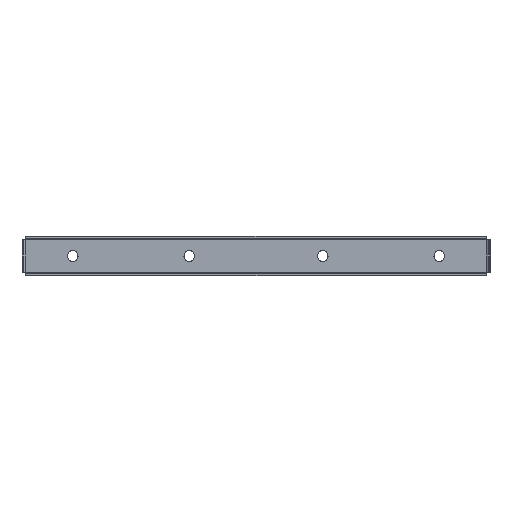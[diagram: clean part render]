
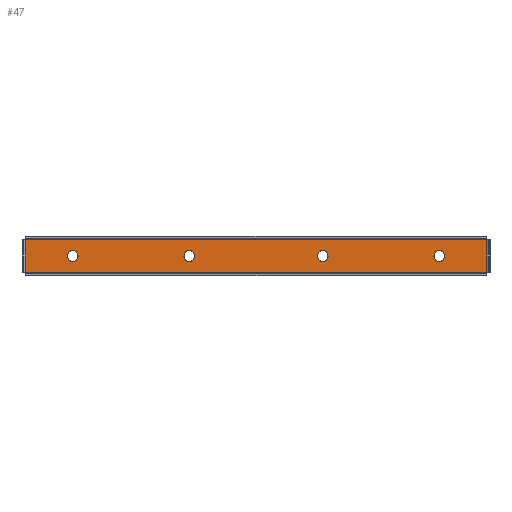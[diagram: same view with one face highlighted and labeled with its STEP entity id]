
A CAD part, front view. The second image highlights one B-rep face of the part: STEP entity #47.
In plain terms, the highlighted planar face has unit normal (0, -1, 0).
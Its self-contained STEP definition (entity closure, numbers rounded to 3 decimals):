
#47 = ADVANCED_FACE ( 'NONE', ( #1654, #1651, #1655, #1656, #1653 ), #277, .F. ) ;
#133 = AXIS2_PLACEMENT_3D ( 'NONE', #2268, #2267, #2266 ) ;
#134 = AXIS2_PLACEMENT_3D ( 'NONE', #2264, #2263, #2262 ) ;
#135 = AXIS2_PLACEMENT_3D ( 'NONE', #2261, #2260, #2259 ) ;
#136 = AXIS2_PLACEMENT_3D ( 'NONE', #2258, #2257, #2256 ) ;
#186 = VECTOR ( 'NONE', #2251, 1000. ) ;
#188 = LINE ( 'NONE', #2252, #186 ) ;
#189 = VECTOR ( 'NONE', #2255, 1000. ) ;
#190 = VECTOR ( 'NONE', #2253, 1000. ) ;
#191 = CIRCLE ( 'NONE', #136, 6. ) ;
#192 = CIRCLE ( 'NONE', #135, 6. ) ;
#193 = CIRCLE ( 'NONE', #134, 6. ) ;
#194 = LINE ( 'NONE', #2265, #190 ) ;
#195 = LINE ( 'NONE', #2273, #189 ) ;
#196 = VECTOR ( 'NONE', #2270, 1000. ) ;
#199 = LINE ( 'NONE', #2277, #196 ) ;
#207 = CIRCLE ( 'NONE', #133, 6. ) ;
#253 = AXIS2_PLACEMENT_3D ( 'NONE', #275, #281, #273 ) ;
#273 = DIRECTION ( 'NONE',  ( -1., 0., 0. ) ) ;
#275 = CARTESIAN_POINT ( 'NONE',  ( -259., -2., 18. ) ) ;
#277 = PLANE ( 'NONE',  #253 ) ;
#281 = DIRECTION ( 'NONE',  ( 0., 1., 0. ) ) ;
#684 = VERTEX_POINT ( 'NONE', #1320 ) ;
#685 = VERTEX_POINT ( 'NONE', #1321 ) ;
#687 = VERTEX_POINT ( 'NONE', #1325 ) ;
#688 = VERTEX_POINT ( 'NONE', #1324 ) ;
#997 = VERTEX_POINT ( 'NONE', #1578 ) ;
#999 = VERTEX_POINT ( 'NONE', #1570 ) ;
#1003 = VERTEX_POINT ( 'NONE', #1556 ) ;
#1013 = VERTEX_POINT ( 'NONE', #1519 ) ;
#1320 = CARTESIAN_POINT ( 'NONE',  ( -81., -2., 0. ) ) ;
#1321 = CARTESIAN_POINT ( 'NONE',  ( 69., -2., 0. ) ) ;
#1324 = CARTESIAN_POINT ( 'NONE',  ( 200., -2., 0. ) ) ;
#1325 = CARTESIAN_POINT ( 'NONE',  ( -212., -2., 0. ) ) ;
#1519 = CARTESIAN_POINT ( 'NONE',  ( -259., -2., 18. ) ) ;
#1556 = CARTESIAN_POINT ( 'NONE',  ( -259., -2., -18. ) ) ;
#1570 = CARTESIAN_POINT ( 'NONE',  ( 259., -2., -18. ) ) ;
#1578 = CARTESIAN_POINT ( 'NONE',  ( 259., -2., 18. ) ) ;
#1651 = FACE_BOUND ( 'NONE', #1789, .T. ) ;
#1653 = FACE_OUTER_BOUND ( 'NONE', #1814, .T. ) ;
#1654 = FACE_BOUND ( 'NONE', #1810, .T. ) ;
#1655 = FACE_BOUND ( 'NONE', #1812, .T. ) ;
#1656 = FACE_BOUND ( 'NONE', #1813, .T. ) ;
#1753 = EDGE_CURVE ( 'NONE', #1013, #1003, #199, .T. ) ;
#1754 = EDGE_CURVE ( 'NONE', #687, #687, #207, .T. ) ;
#1755 = EDGE_CURVE ( 'NONE', #688, #688, #193, .T. ) ;
#1756 = EDGE_CURVE ( 'NONE', #685, #685, #192, .T. ) ;
#1757 = EDGE_CURVE ( 'NONE', #684, #684, #191, .T. ) ;
#1758 = EDGE_CURVE ( 'NONE', #1003, #999, #195, .T. ) ;
#1759 = EDGE_CURVE ( 'NONE', #997, #999, #194, .T. ) ;
#1760 = EDGE_CURVE ( 'NONE', #1013, #997, #188, .T. ) ;
#1789 = EDGE_LOOP ( 'NONE', ( #1859 ) ) ;
#1810 = EDGE_LOOP ( 'NONE', ( #1856 ) ) ;
#1812 = EDGE_LOOP ( 'NONE', ( #1858 ) ) ;
#1813 = EDGE_LOOP ( 'NONE', ( #1861 ) ) ;
#1814 = EDGE_LOOP ( 'NONE', ( #1860, #1852, #1853, #1851 ) ) ;
#1851 = ORIENTED_EDGE ( 'NONE', *, *, #1753, .T. ) ;
#1852 = ORIENTED_EDGE ( 'NONE', *, *, #1759, .F. ) ;
#1853 = ORIENTED_EDGE ( 'NONE', *, *, #1760, .F. ) ;
#1856 = ORIENTED_EDGE ( 'NONE', *, *, #1754, .F. ) ;
#1858 = ORIENTED_EDGE ( 'NONE', *, *, #1756, .F. ) ;
#1859 = ORIENTED_EDGE ( 'NONE', *, *, #1755, .F. ) ;
#1860 = ORIENTED_EDGE ( 'NONE', *, *, #1758, .T. ) ;
#1861 = ORIENTED_EDGE ( 'NONE', *, *, #1757, .F. ) ;
#2251 = DIRECTION ( 'NONE',  ( 1., 0., 0. ) ) ;
#2252 = CARTESIAN_POINT ( 'NONE',  ( -259., -2., 18. ) ) ;
#2253 = DIRECTION ( 'NONE',  ( 0., 0., -1. ) ) ;
#2255 = DIRECTION ( 'NONE',  ( 1., 0., 0. ) ) ;
#2256 = DIRECTION ( 'NONE',  ( -1., 0., 0. ) ) ;
#2257 = DIRECTION ( 'NONE',  ( 0., -1., 0. ) ) ;
#2258 = CARTESIAN_POINT ( 'NONE',  ( -75., -2., 0. ) ) ;
#2259 = DIRECTION ( 'NONE',  ( -1., 0., 0. ) ) ;
#2260 = DIRECTION ( 'NONE',  ( 0., -1., 0. ) ) ;
#2261 = CARTESIAN_POINT ( 'NONE',  ( 75., -2., 0. ) ) ;
#2262 = DIRECTION ( 'NONE',  ( -1., 0., 0. ) ) ;
#2263 = DIRECTION ( 'NONE',  ( 0., -1., 0. ) ) ;
#2264 = CARTESIAN_POINT ( 'NONE',  ( 206., -2., 0. ) ) ;
#2265 = CARTESIAN_POINT ( 'NONE',  ( 259., -2., 18. ) ) ;
#2266 = DIRECTION ( 'NONE',  ( -1., 0., 0. ) ) ;
#2267 = DIRECTION ( 'NONE',  ( 0., -1., 0. ) ) ;
#2268 = CARTESIAN_POINT ( 'NONE',  ( -206., -2., 0. ) ) ;
#2270 = DIRECTION ( 'NONE',  ( 0., 0., -1. ) ) ;
#2273 = CARTESIAN_POINT ( 'NONE',  ( -259., -2., -18. ) ) ;
#2277 = CARTESIAN_POINT ( 'NONE',  ( -259., -2., 18. ) ) ;
